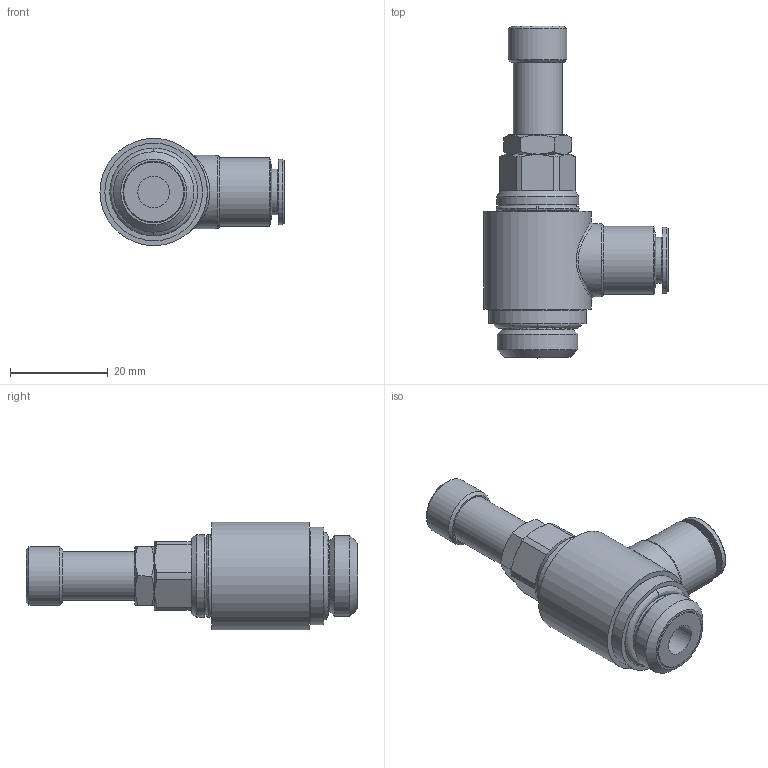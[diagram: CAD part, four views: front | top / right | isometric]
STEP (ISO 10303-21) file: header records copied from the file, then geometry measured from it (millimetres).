
FILE_DESCRIPTION(( 'MV.41.08.38B.stp' ), '1');
FILE_NAME( 'MV.41.08.38B.stp', '2019-06-20T08:23:23',( 'Sopra'),('sopra-pneumatic.com'), 'SwSTEP 2.0','SolidWorks 2009','' );
FILE_SCHEMA( ( 'CONFIG_CONTROL_DESIGN' ) );
Length unit declared in the file: millimetre
Products named in the file (3): 04310B43; 008-0013-1-solid1; NONE
Assembly tree (2 placements, depth 2):
  04310B43
    008-0013-1-solid1
    NONE
Bounding box: 37.7 x 68 x 22 mm (x, y, z)
Volume: 15734.6 mm3; surface area: 5998.1 mm2
Topology: 2 solids, 4 shells, 89 faces, 183 edges, 116 vertices
Faces by surface type: plane 38, cylinder 25, cone 16, bspline 10
Full cylindrical faces by diameter (mm): 6.5 x1, 8.15 x1, 9.4 x1, 10 x1, 12 x1, 13.5 x1, 14 x1, 14.5 x1, 15 x1, 15.9 x1, 16.5 x1, 16.85 x2, 20 x1, 22 x1
Entity records: 2942 total; most frequent: CARTESIAN_POINT 1179, DIRECTION 352, ORIENTED_EDGE 284, AXIS2_PLACEMENT_3D 163, EDGE_CURVE 142, EDGE_LOOP 134, VERTEX_POINT 106, FACE_OUTER_BOUND 104
